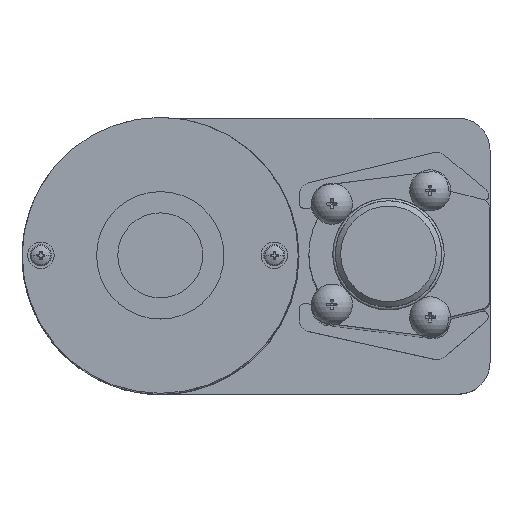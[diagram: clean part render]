
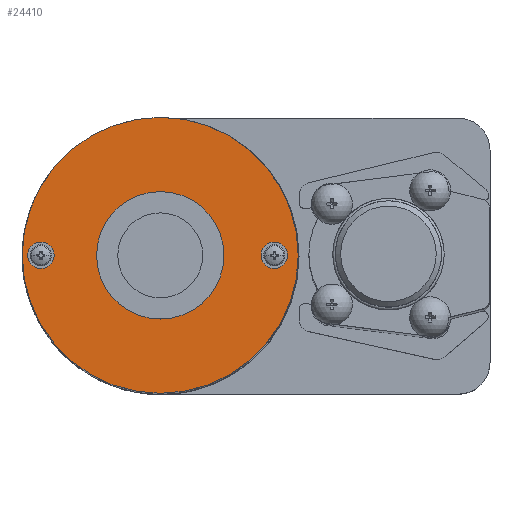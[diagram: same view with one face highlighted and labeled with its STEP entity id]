
A CAD part, top view. The second image highlights one B-rep face of the part: STEP entity #24410.
In plain terms, the highlighted planar face has unit normal (0, 0, 1).
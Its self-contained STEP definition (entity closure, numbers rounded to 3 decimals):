
#21154 = CYLINDRICAL_SURFACE('',#21155,26.);
#21155 = AXIS2_PLACEMENT_3D('',#21156,#21157,#21158);
#21156 = CARTESIAN_POINT('',(-7.,0.,85.));
#21157 = DIRECTION('',(0.,0.,1.));
#21158 = DIRECTION('',(1.,0.,0.));
#22225 = VERTEX_POINT('',#22226);
#22226 = CARTESIAN_POINT('',(19.,0.,88.));
#22247 = EDGE_CURVE('',#22225,#22225,#22248,.T.);
#22248 = SURFACE_CURVE('',#22249,(#22254,#22261),.PCURVE_S1.);
#22249 = CIRCLE('',#22250,26.);
#22250 = AXIS2_PLACEMENT_3D('',#22251,#22252,#22253);
#22251 = CARTESIAN_POINT('',(-7.,0.,88.));
#22252 = DIRECTION('',(0.,0.,1.));
#22253 = DIRECTION('',(1.,0.,0.));
#22254 = PCURVE('',#21154,#22255);
#22255 = DEFINITIONAL_REPRESENTATION('',(#22256),#22260);
#22256 = LINE('',#22257,#22258);
#22257 = CARTESIAN_POINT('',(0.,3.));
#22258 = VECTOR('',#22259,1.);
#22259 = DIRECTION('',(1.,0.));
#22260 = ( GEOMETRIC_REPRESENTATION_CONTEXT(2) 
PARAMETRIC_REPRESENTATION_CONTEXT() REPRESENTATION_CONTEXT('2D SPACE',''
  ) );
#22261 = PCURVE('',#22262,#22267);
#22262 = PLANE('',#22263);
#22263 = AXIS2_PLACEMENT_3D('',#22264,#22265,#22266);
#22264 = CARTESIAN_POINT('',(-7.,0.,88.));
#22265 = DIRECTION('',(0.,0.,1.));
#22266 = DIRECTION('',(1.,0.,0.));
#22267 = DEFINITIONAL_REPRESENTATION('',(#22268),#22272);
#22268 = CIRCLE('',#22269,26.);
#22269 = AXIS2_PLACEMENT_2D('',#22270,#22271);
#22270 = CARTESIAN_POINT('',(0.,0.));
#22271 = DIRECTION('',(1.,0.));
#22272 = ( GEOMETRIC_REPRESENTATION_CONTEXT(2) 
PARAMETRIC_REPRESENTATION_CONTEXT() REPRESENTATION_CONTEXT('2D SPACE',''
  ) );
#24410 = ADVANCED_FACE('',(#24411,#24414,#24445,#24476),#22262,.T.);
#24411 = FACE_BOUND('',#24412,.T.);
#24412 = EDGE_LOOP('',(#24413));
#24413 = ORIENTED_EDGE('',*,*,#22247,.T.);
#24414 = FACE_BOUND('',#24415,.T.);
#24415 = EDGE_LOOP('',(#24416));
#24416 = ORIENTED_EDGE('',*,*,#24417,.F.);
#24417 = EDGE_CURVE('',#24418,#24418,#24420,.T.);
#24418 = VERTEX_POINT('',#24419);
#24419 = CARTESIAN_POINT('',(-27.,0.,88.));
#24420 = SURFACE_CURVE('',#24421,(#24426,#24433),.PCURVE_S1.);
#24421 = CIRCLE('',#24422,2.5);
#24422 = AXIS2_PLACEMENT_3D('',#24423,#24424,#24425);
#24423 = CARTESIAN_POINT('',(-29.5,0.,88.));
#24424 = DIRECTION('',(0.,0.,1.));
#24425 = DIRECTION('',(1.,0.,0.));
#24426 = PCURVE('',#22262,#24427);
#24427 = DEFINITIONAL_REPRESENTATION('',(#24428),#24432);
#24428 = CIRCLE('',#24429,2.5);
#24429 = AXIS2_PLACEMENT_2D('',#24430,#24431);
#24430 = CARTESIAN_POINT('',(-22.5,0.));
#24431 = DIRECTION('',(1.,0.));
#24432 = ( GEOMETRIC_REPRESENTATION_CONTEXT(2) 
PARAMETRIC_REPRESENTATION_CONTEXT() REPRESENTATION_CONTEXT('2D SPACE',''
  ) );
#24433 = PCURVE('',#24434,#24439);
#24434 = CYLINDRICAL_SURFACE('',#24435,2.5);
#24435 = AXIS2_PLACEMENT_3D('',#24436,#24437,#24438);
#24436 = CARTESIAN_POINT('',(-29.5,0.,88.));
#24437 = DIRECTION('',(0.,0.,1.));
#24438 = DIRECTION('',(1.,0.,0.));
#24439 = DEFINITIONAL_REPRESENTATION('',(#24440),#24444);
#24440 = LINE('',#24441,#24442);
#24441 = CARTESIAN_POINT('',(0.,0.));
#24442 = VECTOR('',#24443,1.);
#24443 = DIRECTION('',(1.,0.));
#24444 = ( GEOMETRIC_REPRESENTATION_CONTEXT(2) 
PARAMETRIC_REPRESENTATION_CONTEXT() REPRESENTATION_CONTEXT('2D SPACE',''
  ) );
#24445 = FACE_BOUND('',#24446,.T.);
#24446 = EDGE_LOOP('',(#24447));
#24447 = ORIENTED_EDGE('',*,*,#24448,.F.);
#24448 = EDGE_CURVE('',#24449,#24449,#24451,.T.);
#24449 = VERTEX_POINT('',#24450);
#24450 = CARTESIAN_POINT('',(5.,0.,88.));
#24451 = SURFACE_CURVE('',#24452,(#24457,#24464),.PCURVE_S1.);
#24452 = CIRCLE('',#24453,12.);
#24453 = AXIS2_PLACEMENT_3D('',#24454,#24455,#24456);
#24454 = CARTESIAN_POINT('',(-7.,0.,88.));
#24455 = DIRECTION('',(0.,0.,1.));
#24456 = DIRECTION('',(1.,0.,0.));
#24457 = PCURVE('',#22262,#24458);
#24458 = DEFINITIONAL_REPRESENTATION('',(#24459),#24463);
#24459 = CIRCLE('',#24460,12.);
#24460 = AXIS2_PLACEMENT_2D('',#24461,#24462);
#24461 = CARTESIAN_POINT('',(0.,0.));
#24462 = DIRECTION('',(1.,0.));
#24463 = ( GEOMETRIC_REPRESENTATION_CONTEXT(2) 
PARAMETRIC_REPRESENTATION_CONTEXT() REPRESENTATION_CONTEXT('2D SPACE',''
  ) );
#24464 = PCURVE('',#24465,#24470);
#24465 = CYLINDRICAL_SURFACE('',#24466,12.);
#24466 = AXIS2_PLACEMENT_3D('',#24467,#24468,#24469);
#24467 = CARTESIAN_POINT('',(-7.,0.,88.));
#24468 = DIRECTION('',(0.,0.,1.));
#24469 = DIRECTION('',(1.,0.,0.));
#24470 = DEFINITIONAL_REPRESENTATION('',(#24471),#24475);
#24471 = LINE('',#24472,#24473);
#24472 = CARTESIAN_POINT('',(0.,0.));
#24473 = VECTOR('',#24474,1.);
#24474 = DIRECTION('',(1.,0.));
#24475 = ( GEOMETRIC_REPRESENTATION_CONTEXT(2) 
PARAMETRIC_REPRESENTATION_CONTEXT() REPRESENTATION_CONTEXT('2D SPACE',''
  ) );
#24476 = FACE_BOUND('',#24477,.T.);
#24477 = EDGE_LOOP('',(#24478));
#24478 = ORIENTED_EDGE('',*,*,#24479,.F.);
#24479 = EDGE_CURVE('',#24480,#24480,#24482,.T.);
#24480 = VERTEX_POINT('',#24481);
#24481 = CARTESIAN_POINT('',(17.,0.,88.));
#24482 = SURFACE_CURVE('',#24483,(#24488,#24495),.PCURVE_S1.);
#24483 = CIRCLE('',#24484,2.5);
#24484 = AXIS2_PLACEMENT_3D('',#24485,#24486,#24487);
#24485 = CARTESIAN_POINT('',(14.5,0.,88.));
#24486 = DIRECTION('',(0.,0.,1.));
#24487 = DIRECTION('',(1.,0.,0.));
#24488 = PCURVE('',#22262,#24489);
#24489 = DEFINITIONAL_REPRESENTATION('',(#24490),#24494);
#24490 = CIRCLE('',#24491,2.5);
#24491 = AXIS2_PLACEMENT_2D('',#24492,#24493);
#24492 = CARTESIAN_POINT('',(21.5,0.));
#24493 = DIRECTION('',(1.,0.));
#24494 = ( GEOMETRIC_REPRESENTATION_CONTEXT(2) 
PARAMETRIC_REPRESENTATION_CONTEXT() REPRESENTATION_CONTEXT('2D SPACE',''
  ) );
#24495 = PCURVE('',#24496,#24501);
#24496 = CYLINDRICAL_SURFACE('',#24497,2.5);
#24497 = AXIS2_PLACEMENT_3D('',#24498,#24499,#24500);
#24498 = CARTESIAN_POINT('',(14.5,0.,88.));
#24499 = DIRECTION('',(0.,0.,1.));
#24500 = DIRECTION('',(1.,0.,0.));
#24501 = DEFINITIONAL_REPRESENTATION('',(#24502),#24506);
#24502 = LINE('',#24503,#24504);
#24503 = CARTESIAN_POINT('',(0.,0.));
#24504 = VECTOR('',#24505,1.);
#24505 = DIRECTION('',(1.,0.));
#24506 = ( GEOMETRIC_REPRESENTATION_CONTEXT(2) 
PARAMETRIC_REPRESENTATION_CONTEXT() REPRESENTATION_CONTEXT('2D SPACE',''
  ) );
